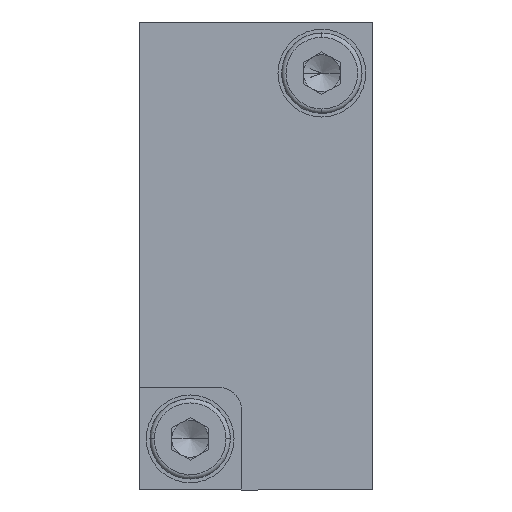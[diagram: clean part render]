
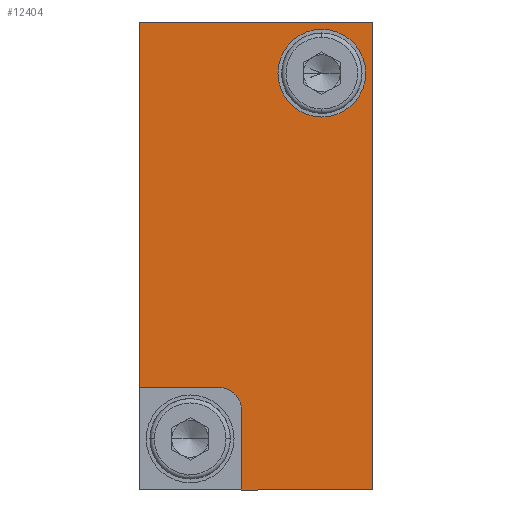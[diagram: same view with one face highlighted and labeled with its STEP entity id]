
A CAD part, front view. The second image highlights one B-rep face of the part: STEP entity #12404.
In plain terms, the highlighted planar face has unit normal (0, -1, 0).
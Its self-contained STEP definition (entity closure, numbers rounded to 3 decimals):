
#76 = CARTESIAN_POINT ( 'NONE',  ( 20.803, -5.373, 12.695 ) ) ;
#135 = DIRECTION ( 'NONE',  ( 0., 0., 1. ) ) ;
#406 = VECTOR ( 'NONE', #2158, 1000. ) ;
#591 = DIRECTION ( 'NONE',  ( -1., 0., 0. ) ) ;
#743 = DIRECTION ( 'NONE',  ( 0., 0., -1. ) ) ;
#912 = CARTESIAN_POINT ( 'NONE',  ( 36.803, -5.373, 19.695 ) ) ;
#1042 = EDGE_CURVE ( 'NONE', #8240, #3777, #4043, .T. ) ;
#1382 = ORIENTED_EDGE ( 'NONE', *, *, #3617, .T. ) ;
#1947 = VERTEX_POINT ( 'NONE', #15429 ) ;
#1973 = CARTESIAN_POINT ( 'NONE',  ( 33.303, -5.373, 41.195 ) ) ;
#2158 = DIRECTION ( 'NONE',  ( -1., 0., 0. ) ) ;
#3597 = LINE ( 'NONE', #10812, #7221 ) ;
#3617 = EDGE_CURVE ( 'NONE', #1947, #4294, #13574, .T. ) ;
#3665 = CARTESIAN_POINT ( 'NONE',  ( 36.803, -5.373, 44.695 ) ) ;
#3777 = VERTEX_POINT ( 'NONE', #11070 ) ;
#3794 = DIRECTION ( 'NONE',  ( 0., 0., -1. ) ) ;
#4043 = LINE ( 'NONE', #912, #406 ) ;
#4294 = VERTEX_POINT ( 'NONE', #3665 ) ;
#5630 = VERTEX_POINT ( 'NONE', #14353 ) ;
#5776 = VERTEX_POINT ( 'NONE', #9178 ) ;
#5823 = ORIENTED_EDGE ( 'NONE', *, *, #1042, .F. ) ;
#5835 = AXIS2_PLACEMENT_3D ( 'NONE', #6640, #22272, #11938 ) ;
#6640 = CARTESIAN_POINT ( 'NONE',  ( 36.803, -5.373, 44.695 ) ) ;
#6642 = CARTESIAN_POINT ( 'NONE',  ( 26.303, -5.373, 19.695 ) ) ;
#6825 = EDGE_CURVE ( 'NONE', #11718, #1947, #13488, .T. ) ;
#7221 = VECTOR ( 'NONE', #135, 1000. ) ;
#8240 = VERTEX_POINT ( 'NONE', #6642 ) ;
#8408 = CARTESIAN_POINT ( 'NONE',  ( 26.303, -5.373, 18.195 ) ) ;
#9075 = ORIENTED_EDGE ( 'NONE', *, *, #9107, .F. ) ;
#9107 = EDGE_CURVE ( 'NONE', #21638, #11269, #10359, .T. ) ;
#9178 = CARTESIAN_POINT ( 'NONE',  ( 27.803, -5.373, 18.195 ) ) ;
#10036 = CIRCLE ( 'NONE', #11999, 3. ) ;
#10149 = DIRECTION ( 'NONE',  ( 0., 0., -1. ) ) ;
#10359 = CIRCLE ( 'NONE', #14325, 3. ) ;
#10671 = ORIENTED_EDGE ( 'NONE', *, *, #18831, .F. ) ;
#10812 = CARTESIAN_POINT ( 'NONE',  ( 20.803, -5.373, 44.695 ) ) ;
#11070 = CARTESIAN_POINT ( 'NONE',  ( 20.803, -5.373, 19.695 ) ) ;
#11269 = VERTEX_POINT ( 'NONE', #15175 ) ;
#11354 = DIRECTION ( 'NONE',  ( 0., -1., 0. ) ) ;
#11718 = VERTEX_POINT ( 'NONE', #15094 ) ;
#11938 = DIRECTION ( 'NONE',  ( 0., 0., 1. ) ) ;
#11999 = AXIS2_PLACEMENT_3D ( 'NONE', #1973, #14344, #3794 ) ;
#12040 = LINE ( 'NONE', #12981, #16592 ) ;
#12404 = ADVANCED_FACE ( 'NONE', ( #15674, #20302 ), #18798, .F. ) ;
#12704 = EDGE_LOOP ( 'NONE', ( #10671, #9075 ) ) ;
#12900 = CIRCLE ( 'NONE', #19778, 1.5 ) ;
#12981 = CARTESIAN_POINT ( 'NONE',  ( 20.803, -5.373, 44.695 ) ) ;
#12984 = CARTESIAN_POINT ( 'NONE',  ( 36.803, -5.373, 44.695 ) ) ;
#13007 = DIRECTION ( 'NONE',  ( 0., 0., 1. ) ) ;
#13144 = EDGE_CURVE ( 'NONE', #3777, #5630, #3597, .T. ) ;
#13488 = LINE ( 'NONE', #76, #22637 ) ;
#13574 = LINE ( 'NONE', #12984, #22180 ) ;
#13785 = EDGE_LOOP ( 'NONE', ( #19032, #18042, #14776, #1382, #21158, #16587, #5823 ) ) ;
#13821 = CARTESIAN_POINT ( 'NONE',  ( 27.803, -5.373, 44.695 ) ) ;
#14325 = AXIS2_PLACEMENT_3D ( 'NONE', #21721, #11354, #743 ) ;
#14344 = DIRECTION ( 'NONE',  ( 0., -1., 0. ) ) ;
#14353 = CARTESIAN_POINT ( 'NONE',  ( 20.803, -5.373, 44.695 ) ) ;
#14776 = ORIENTED_EDGE ( 'NONE', *, *, #6825, .T. ) ;
#15094 = CARTESIAN_POINT ( 'NONE',  ( 27.803, -5.373, 12.695 ) ) ;
#15175 = CARTESIAN_POINT ( 'NONE',  ( 33.303, -5.373, 38.195 ) ) ;
#15429 = CARTESIAN_POINT ( 'NONE',  ( 36.803, -5.373, 12.695 ) ) ;
#15674 = FACE_BOUND ( 'NONE', #12704, .T. ) ;
#16228 = CARTESIAN_POINT ( 'NONE',  ( 33.303, -5.373, 44.195 ) ) ;
#16587 = ORIENTED_EDGE ( 'NONE', *, *, #13144, .F. ) ;
#16592 = VECTOR ( 'NONE', #591, 1000. ) ;
#16962 = EDGE_CURVE ( 'NONE', #5776, #8240, #12900, .T. ) ;
#18042 = ORIENTED_EDGE ( 'NONE', *, *, #20578, .F. ) ;
#18798 = PLANE ( 'NONE',  #5835 ) ;
#18831 = EDGE_CURVE ( 'NONE', #11269, #21638, #10036, .T. ) ;
#19032 = ORIENTED_EDGE ( 'NONE', *, *, #16962, .F. ) ;
#19225 = VECTOR ( 'NONE', #22416, 1000. ) ;
#19418 = DIRECTION ( 'NONE',  ( 1., 0., 0. ) ) ;
#19778 = AXIS2_PLACEMENT_3D ( 'NONE', #8408, #20545, #10149 ) ;
#19794 = LINE ( 'NONE', #13821, #19225 ) ;
#20302 = FACE_OUTER_BOUND ( 'NONE', #13785, .T. ) ;
#20545 = DIRECTION ( 'NONE',  ( 0., -1., 0. ) ) ;
#20578 = EDGE_CURVE ( 'NONE', #11718, #5776, #19794, .T. ) ;
#21158 = ORIENTED_EDGE ( 'NONE', *, *, #22163, .T. ) ;
#21638 = VERTEX_POINT ( 'NONE', #16228 ) ;
#21721 = CARTESIAN_POINT ( 'NONE',  ( 33.303, -5.373, 41.195 ) ) ;
#22163 = EDGE_CURVE ( 'NONE', #4294, #5630, #12040, .T. ) ;
#22180 = VECTOR ( 'NONE', #13007, 1000. ) ;
#22272 = DIRECTION ( 'NONE',  ( 0., 1., 0. ) ) ;
#22416 = DIRECTION ( 'NONE',  ( 0., 0., 1. ) ) ;
#22637 = VECTOR ( 'NONE', #19418, 1000. ) ;
